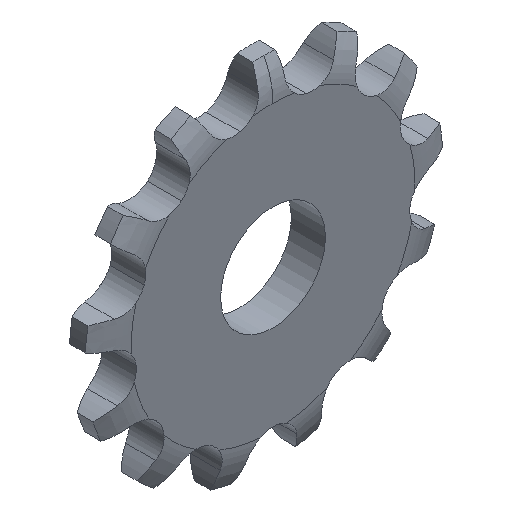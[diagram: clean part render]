
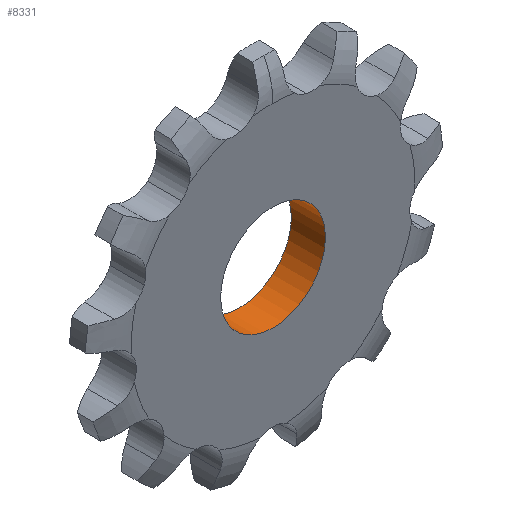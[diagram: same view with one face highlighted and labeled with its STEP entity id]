
A CAD part, isometric view. The second image highlights one B-rep face of the part: STEP entity #8331.
In plain terms, the highlighted cylindrical face has radius 4 mm (diameter 8 mm), a full revolution.
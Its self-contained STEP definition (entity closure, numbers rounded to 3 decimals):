
#45 = PLANE('',#46);
#46 = AXIS2_PLACEMENT_3D('',#47,#48,#49);
#47 = CARTESIAN_POINT('',(0.,0.,
    0.));
#48 = DIRECTION('',(0.,1.,0.));
#49 = DIRECTION('',(0.,0.,-1.));
#236 = PLANE('',#237);
#237 = AXIS2_PLACEMENT_3D('',#238,#239,#240);
#238 = CARTESIAN_POINT('',(0.,-2.6,0.)
  );
#239 = DIRECTION('',(0.,-1.,0.));
#240 = DIRECTION('',(0.,0.,1.));
#1607 = EDGE_CURVE('',#1608,#1608,#1610,.T.);
#1608 = VERTEX_POINT('',#1609);
#1609 = CARTESIAN_POINT('',(4.,0.,0.));
#1610 = SURFACE_CURVE('',#1611,(#1616,#1627),.PCURVE_S1.);
#1611 = CIRCLE('',#1612,4.);
#1612 = AXIS2_PLACEMENT_3D('',#1613,#1614,#1615);
#1613 = CARTESIAN_POINT('',(0.,0.,0.));
#1614 = DIRECTION('',(0.,-1.,0.));
#1615 = DIRECTION('',(1.,0.,0.));
#1616 = PCURVE('',#45,#1617);
#1617 = DEFINITIONAL_REPRESENTATION('',(#1618),#1626);
#1618 = ( BOUNDED_CURVE() B_SPLINE_CURVE(2,(#1619,#1620,#1621,#1622,
#1623,#1624,#1625),.UNSPECIFIED.,.T.,.F.) B_SPLINE_CURVE_WITH_KNOTS((1,2
    ,2,2,2,1),(-2.094,0.,2.094,4.189,
6.283,8.378),.UNSPECIFIED.) CURVE() 
GEOMETRIC_REPRESENTATION_ITEM() RATIONAL_B_SPLINE_CURVE((1.,0.5,1.,0.5,
1.,0.5,1.)) REPRESENTATION_ITEM('') );
#1619 = CARTESIAN_POINT('',(0.,-4.));
#1620 = CARTESIAN_POINT('',(-6.928,-4.));
#1621 = CARTESIAN_POINT('',(-3.464,2.));
#1622 = CARTESIAN_POINT('',(0.,8.));
#1623 = CARTESIAN_POINT('',(3.464,2.));
#1624 = CARTESIAN_POINT('',(6.928,-4.));
#1625 = CARTESIAN_POINT('',(0.,-4.));
#1626 = ( GEOMETRIC_REPRESENTATION_CONTEXT(2) 
PARAMETRIC_REPRESENTATION_CONTEXT() REPRESENTATION_CONTEXT('2D SPACE',''
  ) );
#1627 = PCURVE('',#1628,#1633);
#1628 = CYLINDRICAL_SURFACE('',#1629,4.);
#1629 = AXIS2_PLACEMENT_3D('',#1630,#1631,#1632);
#1630 = CARTESIAN_POINT('',(0.,0.,0.));
#1631 = DIRECTION('',(0.,1.,0.));
#1632 = DIRECTION('',(1.,0.,0.));
#1633 = DEFINITIONAL_REPRESENTATION('',(#1634),#1638);
#1634 = LINE('',#1635,#1636);
#1635 = CARTESIAN_POINT('',(-0.,0.));
#1636 = VECTOR('',#1637,1.);
#1637 = DIRECTION('',(-1.,0.));
#1638 = ( GEOMETRIC_REPRESENTATION_CONTEXT(2) 
PARAMETRIC_REPRESENTATION_CONTEXT() REPRESENTATION_CONTEXT('2D SPACE',''
  ) );
#2841 = EDGE_CURVE('',#2842,#2842,#2844,.T.);
#2842 = VERTEX_POINT('',#2843);
#2843 = CARTESIAN_POINT('',(4.,-2.6,0.));
#2844 = SURFACE_CURVE('',#2845,(#2850,#2861),.PCURVE_S1.);
#2845 = CIRCLE('',#2846,4.);
#2846 = AXIS2_PLACEMENT_3D('',#2847,#2848,#2849);
#2847 = CARTESIAN_POINT('',(0.,-2.6,0.));
#2848 = DIRECTION('',(-0.,1.,0.));
#2849 = DIRECTION('',(1.,0.,0.));
#2850 = PCURVE('',#236,#2851);
#2851 = DEFINITIONAL_REPRESENTATION('',(#2852),#2860);
#2852 = ( BOUNDED_CURVE() B_SPLINE_CURVE(2,(#2853,#2854,#2855,#2856,
#2857,#2858,#2859),.UNSPECIFIED.,.T.,.F.) B_SPLINE_CURVE_WITH_KNOTS((1,2
    ,2,2,2,1),(-2.094,0.,2.094,4.189,
6.283,8.378),.UNSPECIFIED.) CURVE() 
GEOMETRIC_REPRESENTATION_ITEM() RATIONAL_B_SPLINE_CURVE((1.,0.5,1.,0.5,
1.,0.5,1.)) REPRESENTATION_ITEM('') );
#2853 = CARTESIAN_POINT('',(0.,-4.));
#2854 = CARTESIAN_POINT('',(-6.928,-4.));
#2855 = CARTESIAN_POINT('',(-3.464,2.));
#2856 = CARTESIAN_POINT('',(0.,8.));
#2857 = CARTESIAN_POINT('',(3.464,2.));
#2858 = CARTESIAN_POINT('',(6.928,-4.));
#2859 = CARTESIAN_POINT('',(0.,-4.));
#2860 = ( GEOMETRIC_REPRESENTATION_CONTEXT(2) 
PARAMETRIC_REPRESENTATION_CONTEXT() REPRESENTATION_CONTEXT('2D SPACE',''
  ) );
#2861 = PCURVE('',#1628,#2862);
#2862 = DEFINITIONAL_REPRESENTATION('',(#2863),#2867);
#2863 = LINE('',#2864,#2865);
#2864 = CARTESIAN_POINT('',(-6.283,-2.6));
#2865 = VECTOR('',#2866,1.);
#2866 = DIRECTION('',(1.,-0.));
#2867 = ( GEOMETRIC_REPRESENTATION_CONTEXT(2) 
PARAMETRIC_REPRESENTATION_CONTEXT() REPRESENTATION_CONTEXT('2D SPACE',''
  ) );
#8331 = ADVANCED_FACE('',(#8332),#1628,.F.);
#8332 = FACE_BOUND('',#8333,.T.);
#8333 = EDGE_LOOP('',(#8334,#8335,#8356,#8357));
#8334 = ORIENTED_EDGE('',*,*,#1607,.F.);
#8335 = ORIENTED_EDGE('',*,*,#8336,.T.);
#8336 = EDGE_CURVE('',#1608,#2842,#8337,.T.);
#8337 = SEAM_CURVE('',#8338,(#8342,#8349),.PCURVE_S1.);
#8338 = LINE('',#8339,#8340);
#8339 = CARTESIAN_POINT('',(4.,0.,0.));
#8340 = VECTOR('',#8341,1.);
#8341 = DIRECTION('',(0.,-1.,0.));
#8342 = PCURVE('',#1628,#8343);
#8343 = DEFINITIONAL_REPRESENTATION('',(#8344),#8348);
#8344 = LINE('',#8345,#8346);
#8345 = CARTESIAN_POINT('',(-6.283,0.));
#8346 = VECTOR('',#8347,1.);
#8347 = DIRECTION('',(-0.,-1.));
#8348 = ( GEOMETRIC_REPRESENTATION_CONTEXT(2) 
PARAMETRIC_REPRESENTATION_CONTEXT() REPRESENTATION_CONTEXT('2D SPACE',''
  ) );
#8349 = PCURVE('',#1628,#8350);
#8350 = DEFINITIONAL_REPRESENTATION('',(#8351),#8355);
#8351 = LINE('',#8352,#8353);
#8352 = CARTESIAN_POINT('',(-0.,0.));
#8353 = VECTOR('',#8354,1.);
#8354 = DIRECTION('',(-0.,-1.));
#8355 = ( GEOMETRIC_REPRESENTATION_CONTEXT(2) 
PARAMETRIC_REPRESENTATION_CONTEXT() REPRESENTATION_CONTEXT('2D SPACE',''
  ) );
#8356 = ORIENTED_EDGE('',*,*,#2841,.F.);
#8357 = ORIENTED_EDGE('',*,*,#8336,.F.);
